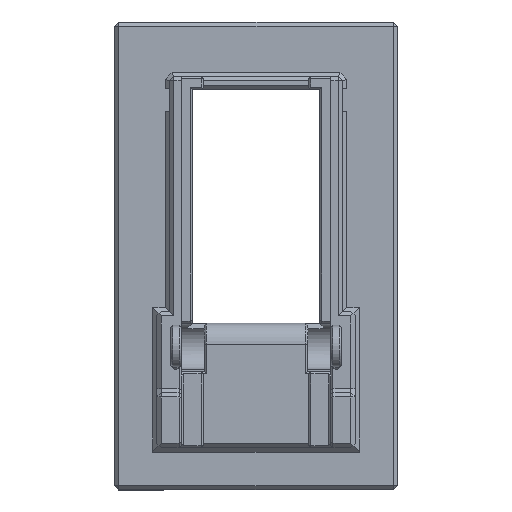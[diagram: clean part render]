
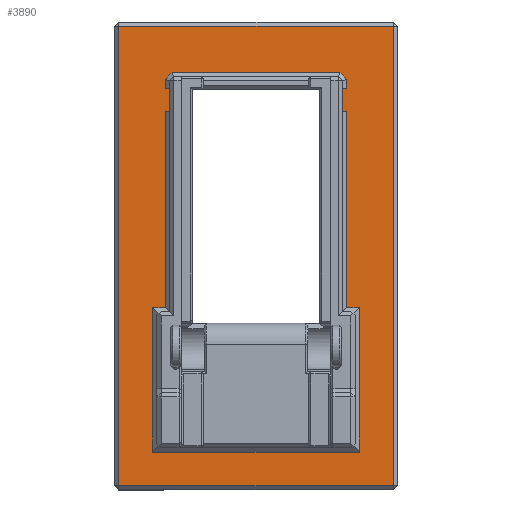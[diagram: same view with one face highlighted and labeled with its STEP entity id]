
A CAD part, top view. The second image highlights one B-rep face of the part: STEP entity #3890.
In plain terms, the highlighted planar face has unit normal (0, 0, 1).
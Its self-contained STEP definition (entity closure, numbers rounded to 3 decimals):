
#201=LINE('',#5784,#702);
#202=LINE('',#5787,#703);
#203=LINE('',#5789,#704);
#204=LINE('',#5791,#705);
#205=LINE('',#5792,#706);
#206=LINE('',#5795,#707);
#207=LINE('',#5797,#708);
#208=LINE('',#5799,#709);
#209=LINE('',#5801,#710);
#210=LINE('',#5803,#711);
#211=LINE('',#5805,#712);
#212=LINE('',#5807,#713);
#213=LINE('',#5809,#714);
#214=LINE('',#5811,#715);
#215=LINE('',#5813,#716);
#216=LINE('',#5815,#717);
#217=LINE('',#5817,#718);
#218=LINE('',#5819,#719);
#219=LINE('',#5821,#720);
#220=LINE('',#5823,#721);
#221=LINE('',#5825,#722);
#222=LINE('',#5827,#723);
#702=VECTOR('',#4608,1000.);
#703=VECTOR('',#4609,1000.);
#704=VECTOR('',#4610,1000.);
#705=VECTOR('',#4611,1000.);
#706=VECTOR('',#4612,1000.);
#707=VECTOR('',#4613,1000.);
#708=VECTOR('',#4614,1000.);
#709=VECTOR('',#4615,1000.);
#710=VECTOR('',#4616,1000.);
#711=VECTOR('',#4617,1000.);
#712=VECTOR('',#4618,1000.);
#713=VECTOR('',#4619,1000.);
#714=VECTOR('',#4620,1000.);
#715=VECTOR('',#4621,1000.);
#716=VECTOR('',#4622,1000.);
#717=VECTOR('',#4623,1000.);
#718=VECTOR('',#4624,1000.);
#719=VECTOR('',#4625,1000.);
#720=VECTOR('',#4626,1000.);
#721=VECTOR('',#4627,1000.);
#722=VECTOR('',#4628,1000.);
#723=VECTOR('',#4629,1000.);
#1258=ORIENTED_EDGE('',*,*,#2333,.T.);
#1259=ORIENTED_EDGE('',*,*,#2334,.T.);
#1260=ORIENTED_EDGE('',*,*,#2335,.T.);
#1261=ORIENTED_EDGE('',*,*,#2336,.T.);
#1262=ORIENTED_EDGE('',*,*,#2337,.T.);
#1263=ORIENTED_EDGE('',*,*,#2338,.T.);
#1264=ORIENTED_EDGE('',*,*,#2339,.T.);
#1265=ORIENTED_EDGE('',*,*,#2340,.T.);
#1266=ORIENTED_EDGE('',*,*,#2341,.T.);
#1267=ORIENTED_EDGE('',*,*,#2342,.T.);
#1268=ORIENTED_EDGE('',*,*,#2343,.T.);
#1269=ORIENTED_EDGE('',*,*,#2344,.T.);
#1270=ORIENTED_EDGE('',*,*,#2345,.F.);
#1271=ORIENTED_EDGE('',*,*,#2346,.T.);
#1272=ORIENTED_EDGE('',*,*,#2347,.F.);
#1273=ORIENTED_EDGE('',*,*,#2348,.T.);
#1274=ORIENTED_EDGE('',*,*,#2349,.T.);
#1275=ORIENTED_EDGE('',*,*,#2350,.T.);
#1276=ORIENTED_EDGE('',*,*,#2351,.T.);
#1277=ORIENTED_EDGE('',*,*,#2352,.T.);
#1278=ORIENTED_EDGE('',*,*,#2353,.T.);
#1279=ORIENTED_EDGE('',*,*,#2354,.F.);
#2333=EDGE_CURVE('',#2863,#2864,#201,.T.);
#2334=EDGE_CURVE('',#2864,#2865,#202,.T.);
#2335=EDGE_CURVE('',#2865,#2866,#203,.T.);
#2336=EDGE_CURVE('',#2866,#2863,#204,.T.);
#2337=EDGE_CURVE('',#2867,#2868,#205,.T.);
#2338=EDGE_CURVE('',#2868,#2869,#206,.T.);
#2339=EDGE_CURVE('',#2869,#2870,#207,.T.);
#2340=EDGE_CURVE('',#2870,#2871,#208,.T.);
#2341=EDGE_CURVE('',#2871,#2872,#209,.T.);
#2342=EDGE_CURVE('',#2872,#2873,#210,.T.);
#2343=EDGE_CURVE('',#2873,#2874,#211,.T.);
#2344=EDGE_CURVE('',#2874,#2875,#212,.T.);
#2345=EDGE_CURVE('',#2876,#2875,#213,.T.);
#2346=EDGE_CURVE('',#2876,#2877,#214,.T.);
#2347=EDGE_CURVE('',#2878,#2877,#215,.T.);
#2348=EDGE_CURVE('',#2878,#2879,#216,.T.);
#2349=EDGE_CURVE('',#2879,#2880,#217,.T.);
#2350=EDGE_CURVE('',#2880,#2881,#218,.T.);
#2351=EDGE_CURVE('',#2881,#2882,#219,.T.);
#2352=EDGE_CURVE('',#2882,#2883,#220,.T.);
#2353=EDGE_CURVE('',#2883,#2884,#221,.T.);
#2354=EDGE_CURVE('',#2867,#2884,#222,.T.);
#2863=VERTEX_POINT('',#5785);
#2864=VERTEX_POINT('',#5786);
#2865=VERTEX_POINT('',#5788);
#2866=VERTEX_POINT('',#5790);
#2867=VERTEX_POINT('',#5793);
#2868=VERTEX_POINT('',#5794);
#2869=VERTEX_POINT('',#5796);
#2870=VERTEX_POINT('',#5798);
#2871=VERTEX_POINT('',#5800);
#2872=VERTEX_POINT('',#5802);
#2873=VERTEX_POINT('',#5804);
#2874=VERTEX_POINT('',#5806);
#2875=VERTEX_POINT('',#5808);
#2876=VERTEX_POINT('',#5810);
#2877=VERTEX_POINT('',#5812);
#2878=VERTEX_POINT('',#5814);
#2879=VERTEX_POINT('',#5816);
#2880=VERTEX_POINT('',#5818);
#2881=VERTEX_POINT('',#5820);
#2882=VERTEX_POINT('',#5822);
#2883=VERTEX_POINT('',#5824);
#2884=VERTEX_POINT('',#5826);
#3159=EDGE_LOOP('',(#1258,#1259,#1260,#1261));
#3160=EDGE_LOOP('',(#1262,#1263,#1264,#1265,#1266,#1267,#1268,#1269,#1270,
#1271,#1272,#1273,#1274,#1275,#1276,#1277,#1278,#1279));
#3427=FACE_BOUND('',#3159,.T.);
#3428=FACE_BOUND('',#3160,.T.);
#3687=PLANE('',#4148);
#3890=ADVANCED_FACE('',(#3427,#3428),#3687,.F.);
#4148=AXIS2_PLACEMENT_3D('',#5783,#4606,#4607);
#4606=DIRECTION('',(0.,0.,-1.));
#4607=DIRECTION('',(0.,1.,0.));
#4608=DIRECTION('',(0.,1.,0.));
#4609=DIRECTION('',(-1.,0.,0.));
#4610=DIRECTION('',(0.,-1.,0.));
#4611=DIRECTION('',(1.,0.,0.));
#4612=DIRECTION('',(1.,0.,0.));
#4613=DIRECTION('',(0.,-1.,0.));
#4614=DIRECTION('',(1.,0.,0.));
#4615=DIRECTION('',(0.,-1.,0.));
#4616=DIRECTION('',(-1.,0.,0.));
#4617=DIRECTION('',(0.,1.,0.));
#4618=DIRECTION('',(1.,0.,0.));
#4619=DIRECTION('',(0.,1.,0.));
#4620=DIRECTION('',(-1.,0.,0.));
#4621=DIRECTION('',(0.,1.,0.));
#4622=DIRECTION('',(1.,0.,0.));
#4623=DIRECTION('',(0.,1.,0.));
#4624=DIRECTION('',(0.707,0.707,0.));
#4625=DIRECTION('',(1.,0.,0.));
#4626=DIRECTION('',(0.707,-0.707,0.));
#4627=DIRECTION('',(0.,-1.,0.));
#4628=DIRECTION('',(-1.,0.,0.));
#4629=DIRECTION('',(0.,1.,0.));
#5783=CARTESIAN_POINT('',(20.5,-29.133,-18.));
#5784=CARTESIAN_POINT('',(32.5,-29.133,-18.));
#5785=CARTESIAN_POINT('',(32.5,-67.383,-18.));
#5786=CARTESIAN_POINT('',(32.5,41.617,-18.));
#5787=CARTESIAN_POINT('',(20.5,41.617,-18.));
#5788=CARTESIAN_POINT('',(-32.5,41.617,-18.));
#5789=CARTESIAN_POINT('',(-32.5,-29.133,-18.));
#5790=CARTESIAN_POINT('',(-32.5,-67.383,-18.));
#5791=CARTESIAN_POINT('',(20.5,-67.383,-18.));
#5792=CARTESIAN_POINT('',(18.5,21.367,-18.));
#5793=CARTESIAN_POINT('',(19.,21.367,-18.));
#5794=CARTESIAN_POINT('',(21.5,21.367,-18.));
#5795=CARTESIAN_POINT('',(21.5,-29.133,-18.));
#5796=CARTESIAN_POINT('',(21.5,-25.133,-18.));
#5797=CARTESIAN_POINT('',(23.5,-25.133,-18.));
#5798=CARTESIAN_POINT('',(24.5,-25.133,-18.));
#5799=CARTESIAN_POINT('',(24.5,-43.383,-18.));
#5800=CARTESIAN_POINT('',(24.5,-59.383,-18.));
#5801=CARTESIAN_POINT('',(-23.5,-59.383,-18.));
#5802=CARTESIAN_POINT('',(-24.5,-59.383,-18.));
#5803=CARTESIAN_POINT('',(-24.5,-25.133,-18.));
#5804=CARTESIAN_POINT('',(-24.5,-25.133,-18.));
#5805=CARTESIAN_POINT('',(-20.5,-25.133,-18.));
#5806=CARTESIAN_POINT('',(-21.5,-25.133,-18.));
#5807=CARTESIAN_POINT('',(-21.5,-29.133,-18.));
#5808=CARTESIAN_POINT('',(-21.5,21.367,-18.));
#5809=CARTESIAN_POINT('',(-18.5,21.367,-18.));
#5810=CARTESIAN_POINT('',(-19.,21.367,-18.));
#5811=CARTESIAN_POINT('',(-19.,28.617,-18.));
#5812=CARTESIAN_POINT('',(-19.,26.867,-18.));
#5813=CARTESIAN_POINT('',(-20.189,26.867,-18.));
#5814=CARTESIAN_POINT('',(-21.5,26.867,-18.));
#5815=CARTESIAN_POINT('',(-21.5,-29.133,-18.));
#5816=CARTESIAN_POINT('',(-21.5,29.031,-18.));
#5817=CARTESIAN_POINT('',(-29.582,20.949,-18.));
#5818=CARTESIAN_POINT('',(-19.914,30.617,-18.));
#5819=CARTESIAN_POINT('',(20.5,30.617,-18.));
#5820=CARTESIAN_POINT('',(19.914,30.617,-18.));
#5821=CARTESIAN_POINT('',(50.082,0.449,-18.));
#5822=CARTESIAN_POINT('',(21.5,29.031,-18.));
#5823=CARTESIAN_POINT('',(21.5,-29.133,-18.));
#5824=CARTESIAN_POINT('',(21.5,26.867,-18.));
#5825=CARTESIAN_POINT('',(20.189,26.867,-18.));
#5826=CARTESIAN_POINT('',(19.,26.867,-18.));
#5827=CARTESIAN_POINT('',(19.,28.617,-18.));
